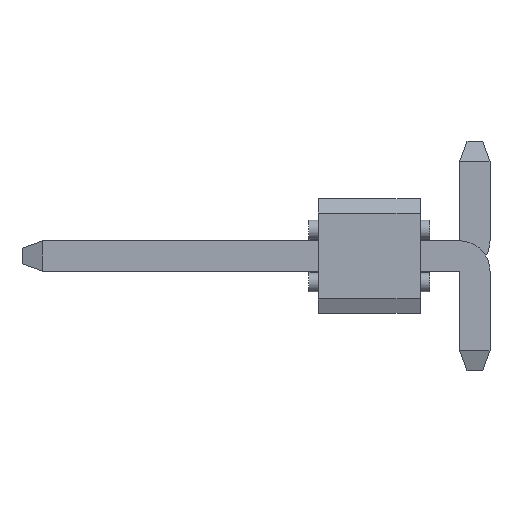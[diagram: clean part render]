
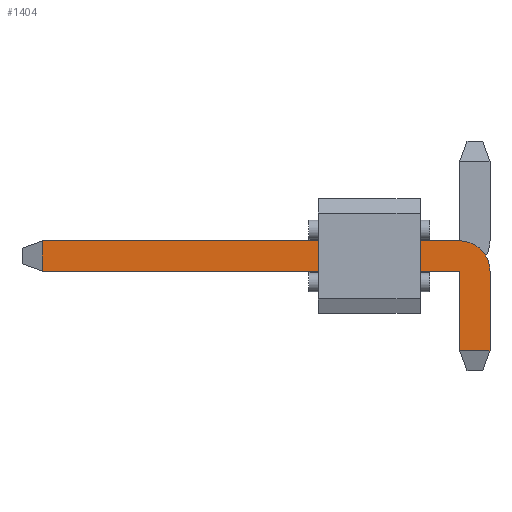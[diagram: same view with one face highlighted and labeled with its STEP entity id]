
A CAD part, left-side view. The second image highlights one B-rep face of the part: STEP entity #1404.
In plain terms, the highlighted planar face has unit normal (-1, 0, 0).
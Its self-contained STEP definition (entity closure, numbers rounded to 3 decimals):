
#84 = VECTOR ( 'NONE', #3262, 1000. ) ;
#189 = LINE ( 'NONE', #3031, #1911 ) ;
#211 = LINE ( 'NONE', #2989, #84 ) ;
#298 = CARTESIAN_POINT ( 'NONE',  ( -4.13, 0., -1.989 ) ) ;
#383 = DIRECTION ( 'NONE',  ( -1., 0., 0. ) ) ;
#451 = DIRECTION ( 'NONE',  ( 0., 0., -1. ) ) ;
#503 = VECTOR ( 'NONE', #1819, 1000. ) ;
#551 = LINE ( 'NONE', #2057, #2810 ) ;
#570 = DIRECTION ( 'NONE',  ( 0., -1., 0. ) ) ;
#574 = DIRECTION ( 'NONE',  ( 0., 0., 1. ) ) ;
#721 = VECTOR ( 'NONE', #2655, 1000. ) ;
#722 = ORIENTED_EDGE ( 'NONE', *, *, #1240, .T. ) ;
#911 = VERTEX_POINT ( 'NONE', #2583 ) ;
#978 = PLANE ( 'NONE',  #2074 ) ;
#986 = VERTEX_POINT ( 'NONE', #1846 ) ;
#1008 = EDGE_CURVE ( 'NONE', #986, #3160, #2183, .T. ) ;
#1196 = EDGE_CURVE ( 'NONE', #2225, #1821, #2351, .T. ) ;
#1206 = DIRECTION ( 'NONE',  ( 0., -1., 0. ) ) ;
#1240 = EDGE_CURVE ( 'NONE', #2225, #911, #551, .T. ) ;
#1404 = ADVANCED_FACE ( 'NONE', ( #2741 ), #978, .F. ) ;
#1429 = EDGE_CURVE ( 'NONE', #1821, #3160, #189, .T. ) ;
#1463 = EDGE_CURVE ( 'NONE', #2391, #3178, #211, .T. ) ;
#1485 = CARTESIAN_POINT ( 'NONE',  ( -4.13, 9.424, -0.32 ) ) ;
#1538 = EDGE_LOOP ( 'NONE', ( #1673, #2706, #2687, #1930, #1998, #722, #1620 ) ) ;
#1620 = ORIENTED_EDGE ( 'NONE', *, *, #1701, .T. ) ;
#1673 = ORIENTED_EDGE ( 'NONE', *, *, #1463, .T. ) ;
#1701 = EDGE_CURVE ( 'NONE', #911, #2391, #2419, .T. ) ;
#1764 = CARTESIAN_POINT ( 'NONE',  ( -4.13, 9.85, -0.32 ) ) ;
#1819 = DIRECTION ( 'NONE',  ( 0., 0., 1. ) ) ;
#1821 = VERTEX_POINT ( 'NONE', #2270 ) ;
#1846 = CARTESIAN_POINT ( 'NONE',  ( -4.13, 0., -0.32 ) ) ;
#1875 = CARTESIAN_POINT ( 'NONE',  ( -4.13, 0., -0.32 ) ) ;
#1911 = VECTOR ( 'NONE', #1206, 1000. ) ;
#1930 = ORIENTED_EDGE ( 'NONE', *, *, #1429, .F. ) ;
#1998 = ORIENTED_EDGE ( 'NONE', *, *, #1196, .F. ) ;
#2057 = CARTESIAN_POINT ( 'NONE',  ( -4.13, 9.85, -0.32 ) ) ;
#2071 = AXIS2_PLACEMENT_3D ( 'NONE', #2939, #383, #2450 ) ;
#2074 = AXIS2_PLACEMENT_3D ( 'NONE', #1764, #2783, #451 ) ;
#2183 = CIRCLE ( 'NONE', #2071, 0.64 ) ;
#2225 = VERTEX_POINT ( 'NONE', #1485 ) ;
#2270 = CARTESIAN_POINT ( 'NONE',  ( -4.13, 9.424, 0.32 ) ) ;
#2340 = CARTESIAN_POINT ( 'NONE',  ( -4.13, 0.64, 0.32 ) ) ;
#2351 = LINE ( 'NONE', #2820, #503 ) ;
#2391 = VERTEX_POINT ( 'NONE', #2787 ) ;
#2410 = VECTOR ( 'NONE', #574, 1000. ) ;
#2419 = LINE ( 'NONE', #2952, #721 ) ;
#2450 = DIRECTION ( 'NONE',  ( 0., 0., -1. ) ) ;
#2583 = CARTESIAN_POINT ( 'NONE',  ( -4.13, 0.64, -0.32 ) ) ;
#2655 = DIRECTION ( 'NONE',  ( 0., 0., -1. ) ) ;
#2687 = ORIENTED_EDGE ( 'NONE', *, *, #1008, .T. ) ;
#2706 = ORIENTED_EDGE ( 'NONE', *, *, #3231, .T. ) ;
#2741 = FACE_OUTER_BOUND ( 'NONE', #1538, .T. ) ;
#2783 = DIRECTION ( 'NONE',  ( 1., 0., 0. ) ) ;
#2787 = CARTESIAN_POINT ( 'NONE',  ( -4.13, 0.64, -1.989 ) ) ;
#2810 = VECTOR ( 'NONE', #570, 1000. ) ;
#2820 = CARTESIAN_POINT ( 'NONE',  ( -4.13, 9.424, -0.32 ) ) ;
#2881 = LINE ( 'NONE', #1875, #2410 ) ;
#2939 = CARTESIAN_POINT ( 'NONE',  ( -4.13, 0.64, -0.32 ) ) ;
#2952 = CARTESIAN_POINT ( 'NONE',  ( -4.13, 0.64, 0.32 ) ) ;
#2989 = CARTESIAN_POINT ( 'NONE',  ( -4.13, 0.64, -1.989 ) ) ;
#3031 = CARTESIAN_POINT ( 'NONE',  ( -4.13, 9.85, 0.32 ) ) ;
#3160 = VERTEX_POINT ( 'NONE', #2340 ) ;
#3178 = VERTEX_POINT ( 'NONE', #298 ) ;
#3231 = EDGE_CURVE ( 'NONE', #3178, #986, #2881, .T. ) ;
#3262 = DIRECTION ( 'NONE',  ( 0., -1., 0. ) ) ;
